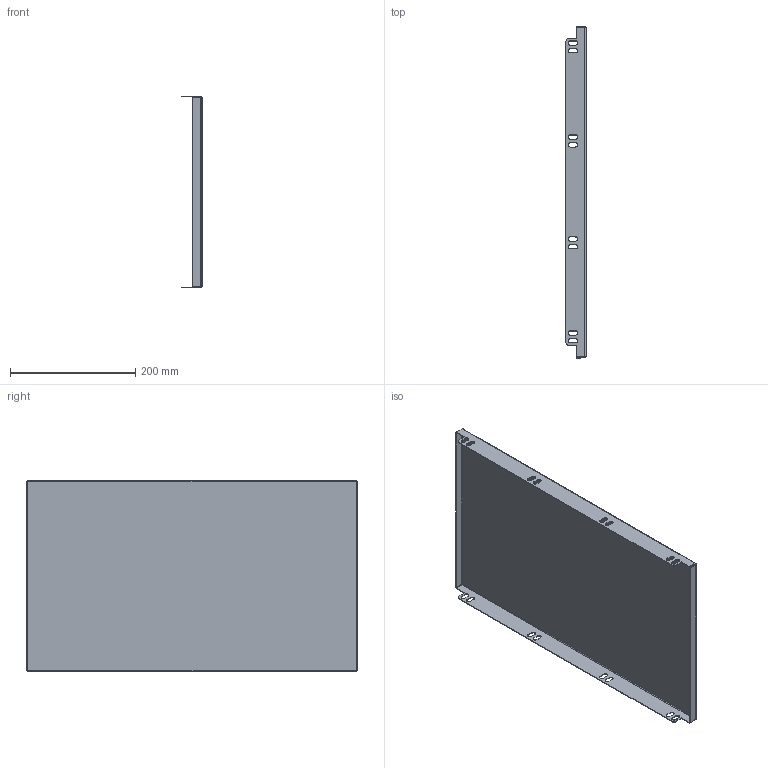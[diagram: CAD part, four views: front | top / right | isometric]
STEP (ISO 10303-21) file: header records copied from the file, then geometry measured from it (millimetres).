
FILE_DESCRIPTION (( 'STEP AP214' ), '1' );
FILE_NAME ('YKM40D-FO-VSS-060-040 FORMAT Ïàíåëü áîêîâàÿ ðàçäåëèòåëüíàÿ 600õ400ìì (2øò_êîìïë) IEK.STEP', '2022-05-31T06:43:14', ( '' ), ( '' ), 'SwSTEP 2.0', 'SolidWorks 2017', '' );
FILE_SCHEMA (( 'AUTOMOTIVE_DESIGN' ));
Length unit declared in the file: millimetre
Products named in the file (1): YKM40D-FO-VSS-060-040 FORMAT Ïàíåëü áîêîâàÿ ðàçäåëèòåëüíàÿ 600õ400ìì (2øò_êîìïë) IEK
Bounding box: 32 x 529 x 306 mm (x, y, z)
Volume: 238388 mm3; surface area: 400248.6 mm2
Topology: 1 solids, 1 shells, 130 faces, 352 edges, 224 vertices
Faces by surface type: plane 62, cylinder 60, bspline 8
Entity records: 4530 total; most frequent: CARTESIAN_POINT 1131, ORIENTED_EDGE 704, DIRECTION 686, EDGE_CURVE 352, VECTOR 232, LINE 232, AXIS2_PLACEMENT_3D 227, VERTEX_POINT 224
